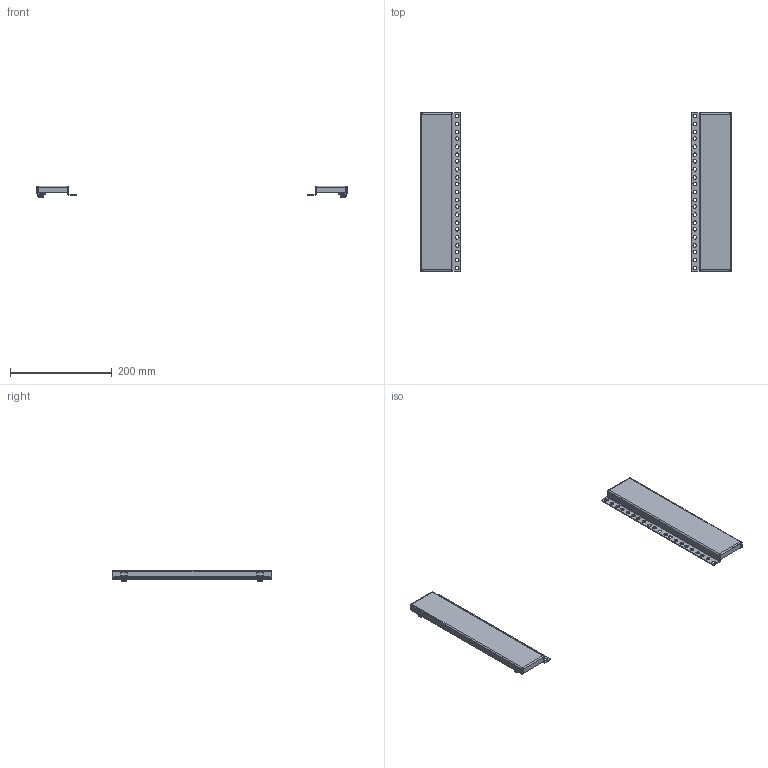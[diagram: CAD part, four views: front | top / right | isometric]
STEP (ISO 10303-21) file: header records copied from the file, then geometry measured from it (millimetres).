
FILE_DESCRIPTION((''),'2;1');
FILE_NAME('421859_ASM','2005-05-16T',('mdecker'),('CRENLO, LLC'),'PRO/ENGINEER BY PARAMETRIC TECHNOLOGY CORPORATION, 2004360','PRO/ENGINEER BY PARAMETRIC TECHNOLOGY CORPORATION, 2004360','');
FILE_SCHEMA(('AUTOMOTIVE_DESIGN_CC2 { 1 2 10303 214 -1 1 5 2 }'));
Length unit declared in the file: inch
Products named in the file (5): 421874; 421864_ASM; 945026; 940006; 421859_ASM
Assembly tree (11 placements, depth 3):
  421859_ASM
    421864_ASM  x2
      421874
    945026  x4
    940006  x4
Bounding box: 609.6 x 311.15 x 22.54 mm (x, y, z)
Volume: 145598.2 mm3; surface area: 162298 mm2
Topology: 10 solids, 10 shells, 584 faces, 1496 edges, 936 vertices
Faces by surface type: plane 252, cylinder 236, bspline 56, cone 24, torus 8, sphere 8
Entity records: 7943 total; most frequent: CARTESIAN_POINT 1745, DIRECTION 1070, ORIENTED_EDGE 1004, EDGE_CURVE 502, AXIS2_PLACEMENT_3D 394, PRESENTATION_STYLE_ASSIGNMENT 345, STYLED_ITEM 342, CURVE_STYLE 340
